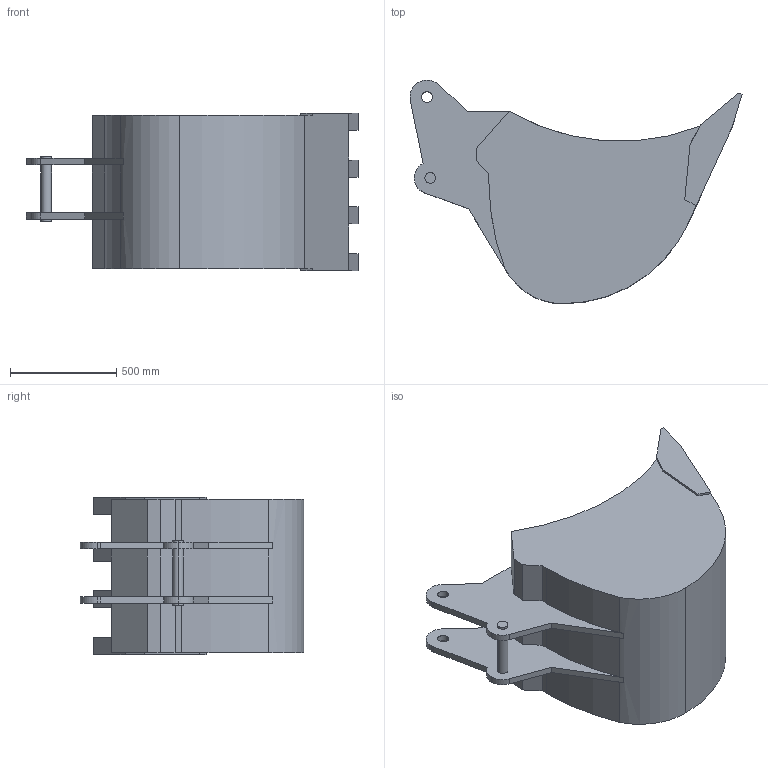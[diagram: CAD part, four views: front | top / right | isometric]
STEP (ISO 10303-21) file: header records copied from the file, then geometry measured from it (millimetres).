
FILE_DESCRIPTION(/* description */ (''),/* implementation_level */ '2;1');
FILE_NAME(/* name */ 'excavator_yellow4',/* time_stamp */ '2025-11-19T01:42:17+08:00',/* author */ (''),/* organization */ (''),/* preprocessor_version */ 'ST-DEVELOPER v19.2',/* originating_system */ 'Rhino 8.10',/* authorisation */ '');
FILE_SCHEMA (('CONFIG_CONTROL_DESIGN'));
Length unit declared in the file: millimetre
Products named in the file (1): Document
Bounding box: 1560 x 1050.73 x 740 mm (x, y, z)
Volume: 142825666 mm3; surface area: 7065058.3 mm2
Topology: 1 solids, 1 shells, 102 faces, 284 edges, 186 vertices
Faces by surface type: plane 72, cylinder 30
Entity records: 4015 total; most frequent: CARTESIAN_POINT 924, ORIENTED_EDGE 568, EDGE_CURVE 284, DIRECTION 238, B_SPLINE_CURVE_WITH_KNOTS 218, VERTEX_POINT 186, AXIS2_PLACEMENT_3D 170, EDGE_LOOP 110
